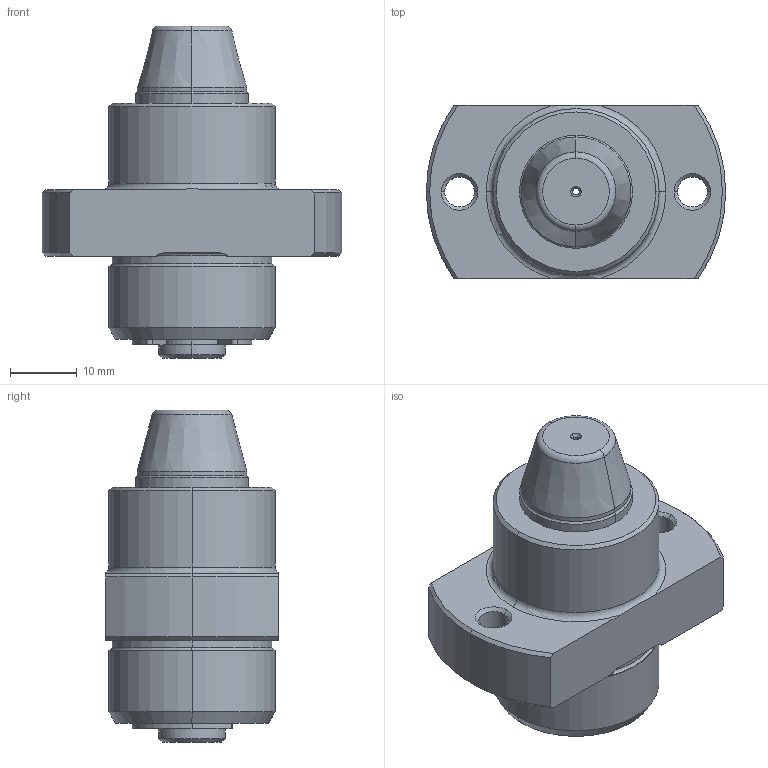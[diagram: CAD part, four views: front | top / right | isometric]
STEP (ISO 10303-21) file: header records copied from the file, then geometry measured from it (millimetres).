
FILE_DESCRIPTION (( 'STEP AP203' ), '1' );
FILE_NAME ('cp710-12025a.STEP', '2021-10-25T23:53:58', ( '' ), ( '' ), 'SwSTEP 2.0', 'SolidWorks 2020', '' );
FILE_SCHEMA (( 'CONFIG_CONTROL_DESIGN' ));
Length unit declared in the file: millimetre
Products named in the file (3): cp710-12025a_02; cp710-12025a; cp710-12025a_01
Assembly tree (2 placements, depth 2):
  cp710-12025a
    cp710-12025a_01
    cp710-12025a_02
Bounding box: 45 x 26 x 49.9 mm (x, y, z)
Volume: 21427.9 mm3; surface area: 10804.8 mm2
Topology: 2 solids, 2 shells, 121 faces, 296 edges, 180 vertices
Faces by surface type: cylinder 48, cone 30, plane 26, torus 17
Entity records: 3962 total; most frequent: DIRECTION 701, CARTESIAN_POINT 682, ORIENTED_EDGE 592, EDGE_CURVE 296, AXIS2_PLACEMENT_3D 293, VERTEX_POINT 180, CIRCLE 167, EDGE_LOOP 134
